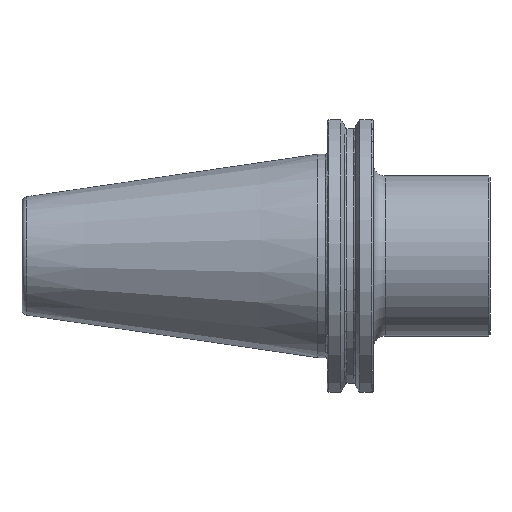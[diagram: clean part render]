
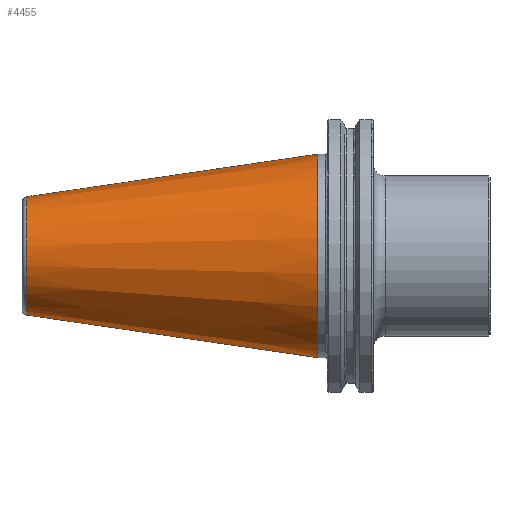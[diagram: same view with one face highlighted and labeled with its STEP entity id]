
A CAD part, front view. The second image highlights one B-rep face of the part: STEP entity #4455.
In plain terms, the highlighted conical face has half-angle 8.297 degrees and reference radius 34.925 mm.
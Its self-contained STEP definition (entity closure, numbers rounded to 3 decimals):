
#74 = CARTESIAN_POINT ( 'NONE',  ( 0., 0., 34.925 ) ) ;
#302 = VECTOR ( 'NONE', #1859, 1000. ) ;
#423 = VERTEX_POINT ( 'NONE', #913 ) ;
#472 = EDGE_CURVE ( 'NONE', #423, #4015, #3715, .T. ) ;
#913 = CARTESIAN_POINT ( 'NONE',  ( -99.889, 0., 20.358 ) ) ;
#949 = LINE ( 'NONE', #3634, #2152 ) ;
#1222 = AXIS2_PLACEMENT_3D ( 'NONE', #2474, #2975, #2076 ) ;
#1548 = ORIENTED_EDGE ( 'NONE', *, *, #4974, .T. ) ;
#1564 = EDGE_CURVE ( 'NONE', #2808, #423, #1954, .T. ) ;
#1725 = CIRCLE ( 'NONE', #4167, 34.925 ) ;
#1859 = DIRECTION ( 'NONE',  ( 0.99, 0., 0.144 ) ) ;
#1954 = CIRCLE ( 'NONE', #1222, 20.358 ) ;
#1956 = CARTESIAN_POINT ( 'NONE',  ( 0., 0., 34.925 ) ) ;
#2076 = DIRECTION ( 'NONE',  ( 0., 0., 1. ) ) ;
#2152 = VECTOR ( 'NONE', #3671, 1000. ) ;
#2213 = AXIS2_PLACEMENT_3D ( 'NONE', #2529, #2370, #2488 ) ;
#2236 = ORIENTED_EDGE ( 'NONE', *, *, #2245, .T. ) ;
#2245 = EDGE_CURVE ( 'NONE', #2808, #2420, #949, .T. ) ;
#2321 = DIRECTION ( 'NONE',  ( -1., 0., 0. ) ) ;
#2370 = DIRECTION ( 'NONE',  ( 1., 0., 0. ) ) ;
#2420 = VERTEX_POINT ( 'NONE', #3487 ) ;
#2474 = CARTESIAN_POINT ( 'NONE',  ( -99.889, 0., 0. ) ) ;
#2488 = DIRECTION ( 'NONE',  ( 0., 0., -1. ) ) ;
#2529 = CARTESIAN_POINT ( 'NONE',  ( 0., 0., 0. ) ) ;
#2617 = ORIENTED_EDGE ( 'NONE', *, *, #1564, .F. ) ;
#2694 = CARTESIAN_POINT ( 'NONE',  ( -99.889, 0., -20.358 ) ) ;
#2808 = VERTEX_POINT ( 'NONE', #2694 ) ;
#2975 = DIRECTION ( 'NONE',  ( -1., 0., 0. ) ) ;
#3487 = CARTESIAN_POINT ( 'NONE',  ( 0., 0., -34.925 ) ) ;
#3537 = CONICAL_SURFACE ( 'NONE', #2213, 34.925, 0.145 ) ;
#3634 = CARTESIAN_POINT ( 'NONE',  ( 0., 0., -34.925 ) ) ;
#3671 = DIRECTION ( 'NONE',  ( 0.99, 0., -0.144 ) ) ;
#3673 = FACE_OUTER_BOUND ( 'NONE', #4807, .T. ) ;
#3715 = LINE ( 'NONE', #1956, #302 ) ;
#3992 = ORIENTED_EDGE ( 'NONE', *, *, #472, .F. ) ;
#4015 = VERTEX_POINT ( 'NONE', #74 ) ;
#4167 = AXIS2_PLACEMENT_3D ( 'NONE', #4961, #2321, #5373 ) ;
#4455 = ADVANCED_FACE ( 'NONE', ( #3673 ), #3537, .T. ) ;
#4807 = EDGE_LOOP ( 'NONE', ( #3992, #2617, #2236, #1548 ) ) ;
#4961 = CARTESIAN_POINT ( 'NONE',  ( 0., 0., 0. ) ) ;
#4974 = EDGE_CURVE ( 'NONE', #2420, #4015, #1725, .T. ) ;
#5373 = DIRECTION ( 'NONE',  ( 0., 0., 1. ) ) ;
